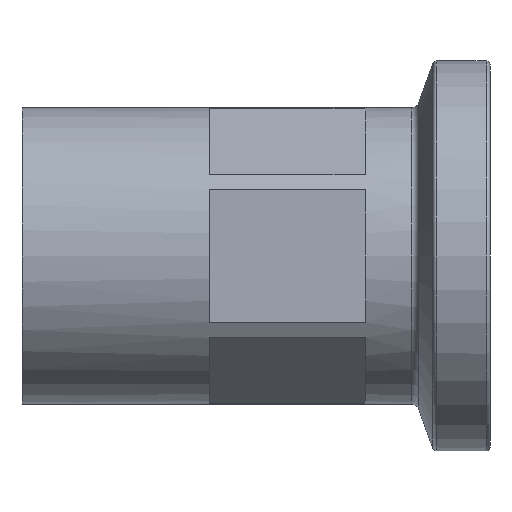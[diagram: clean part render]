
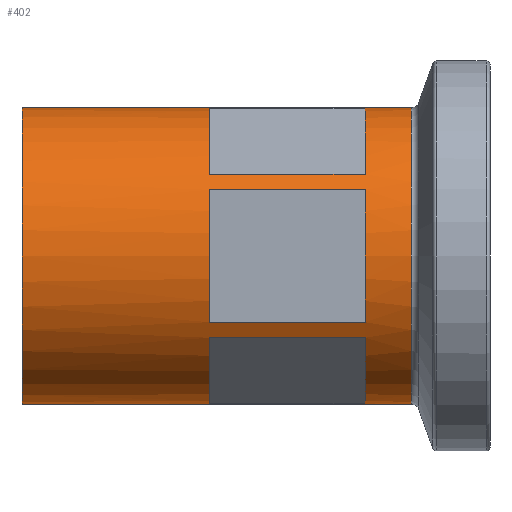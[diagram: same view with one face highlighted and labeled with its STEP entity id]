
A CAD part, left-side view. The second image highlights one B-rep face of the part: STEP entity #402.
In plain terms, the highlighted cylindrical face has radius 9.5 mm (diameter 19 mm), a partial arc.
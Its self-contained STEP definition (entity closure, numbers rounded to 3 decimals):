
#3 = EDGE_LOOP ( 'NONE', ( #1008, #406, #923, #724 ) ) ;
#16 = VERTEX_POINT ( 'NONE', #256 ) ;
#18 = AXIS2_PLACEMENT_3D ( 'NONE', #543, #918, #568 ) ;
#20 = CARTESIAN_POINT ( 'NONE',  ( 0., 5.042, 9.5 ) ) ;
#41 = DIRECTION ( 'NONE',  ( 0., -1., 0. ) ) ;
#53 = VERTEX_POINT ( 'NONE', #404 ) ;
#64 = EDGE_CURVE ( 'NONE', #53, #829, #399, .T. ) ;
#67 = ORIENTED_EDGE ( 'NONE', *, *, #744, .F. ) ;
#79 = DIRECTION ( 'NONE',  ( 0., 0., -1. ) ) ;
#81 = DIRECTION ( 'NONE',  ( 0., -1., 0. ) ) ;
#85 = CARTESIAN_POINT ( 'NONE',  ( -8.5, 8., -4.243 ) ) ;
#90 = DIRECTION ( 'NONE',  ( 0., 0., 1. ) ) ;
#97 = AXIS2_PLACEMENT_3D ( 'NONE', #1235, #384, #945 ) ;
#109 = CARTESIAN_POINT ( 'NONE',  ( -8.5, 18., 4.243 ) ) ;
#113 = CIRCLE ( 'NONE', #372, 9.5 ) ;
#117 = EDGE_LOOP ( 'NONE', ( #546, #815, #365, #1032 ) ) ;
#123 = VERTEX_POINT ( 'NONE', #109 ) ;
#129 = EDGE_CURVE ( 'NONE', #772, #716, #689, .T. ) ;
#150 = CARTESIAN_POINT ( 'NONE',  ( 0., 8., 0. ) ) ;
#173 = CIRCLE ( 'NONE', #394, 9.5 ) ;
#177 = AXIS2_PLACEMENT_3D ( 'NONE', #491, #695, #781 ) ;
#185 = CYLINDRICAL_SURFACE ( 'NONE', #177, 9.5 ) ;
#190 = ORIENTED_EDGE ( 'NONE', *, *, #1180, .T. ) ;
#192 = LINE ( 'NONE', #1155, #441 ) ;
#200 = CARTESIAN_POINT ( 'NONE',  ( 0., 18., 0. ) ) ;
#205 = VECTOR ( 'NONE', #833, 1000. ) ;
#230 = EDGE_CURVE ( 'NONE', #829, #389, #520, .T. ) ;
#232 = VERTEX_POINT ( 'NONE', #248 ) ;
#233 = EDGE_CURVE ( 'NONE', #986, #452, #1225, .T. ) ;
#248 = CARTESIAN_POINT ( 'NONE',  ( -7.924, 8., 5.24 ) ) ;
#256 = CARTESIAN_POINT ( 'NONE',  ( -8.5, 8., 4.243 ) ) ;
#257 = CARTESIAN_POINT ( 'NONE',  ( 0., 0., 9.5 ) ) ;
#259 = CARTESIAN_POINT ( 'NONE',  ( -0.576, 0., 9.483 ) ) ;
#264 = CIRCLE ( 'NONE', #1007, 9.5 ) ;
#270 = DIRECTION ( 'NONE',  ( 0., 1., 0. ) ) ;
#274 = EDGE_CURVE ( 'NONE', #16, #123, #454, .T. ) ;
#279 = EDGE_LOOP ( 'NONE', ( #915, #1002, #1201, #294 ) ) ;
#280 = CARTESIAN_POINT ( 'NONE',  ( -7.924, 0., 5.24 ) ) ;
#294 = ORIENTED_EDGE ( 'NONE', *, *, #233, .F. ) ;
#296 = CARTESIAN_POINT ( 'NONE',  ( -7.924, 18., -5.24 ) ) ;
#301 = CARTESIAN_POINT ( 'NONE',  ( 0., 30., 9.5 ) ) ;
#303 = CARTESIAN_POINT ( 'NONE',  ( -0.576, 8., 9.483 ) ) ;
#306 = CIRCLE ( 'NONE', #626, 9.5 ) ;
#307 = FACE_BOUND ( 'NONE', #3, .T. ) ;
#330 = CARTESIAN_POINT ( 'NONE',  ( 0., 30., 0. ) ) ;
#343 = VERTEX_POINT ( 'NONE', #296 ) ;
#365 = ORIENTED_EDGE ( 'NONE', *, *, #274, .F. ) ;
#369 = EDGE_CURVE ( 'NONE', #452, #717, #1030, .T. ) ;
#372 = AXIS2_PLACEMENT_3D ( 'NONE', #150, #840, #79 ) ;
#382 = EDGE_CURVE ( 'NONE', #389, #343, #192, .T. ) ;
#383 = LINE ( 'NONE', #280, #594 ) ;
#384 = DIRECTION ( 'NONE',  ( 0., -1., 0. ) ) ;
#389 = VERTEX_POINT ( 'NONE', #768 ) ;
#394 = AXIS2_PLACEMENT_3D ( 'NONE', #999, #897, #623 ) ;
#399 = LINE ( 'NONE', #884, #650 ) ;
#402 = ADVANCED_FACE ( 'NONE', ( #1160, #1150, #1060, #307 ), #185, .T. ) ;
#404 = CARTESIAN_POINT ( 'NONE',  ( -0.576, 18., -9.483 ) ) ;
#406 = ORIENTED_EDGE ( 'NONE', *, *, #382, .F. ) ;
#441 = VECTOR ( 'NONE', #1249, 1000. ) ;
#443 = EDGE_CURVE ( 'NONE', #232, #986, #516, .T. ) ;
#452 = VERTEX_POINT ( 'NONE', #1065 ) ;
#454 = LINE ( 'NONE', #1216, #205 ) ;
#461 = VERTEX_POINT ( 'NONE', #301 ) ;
#481 = CARTESIAN_POINT ( 'NONE',  ( -0.576, 8., -9.483 ) ) ;
#487 = VECTOR ( 'NONE', #511, 1000. ) ;
#491 = CARTESIAN_POINT ( 'NONE',  ( 0., 0., 0. ) ) ;
#503 = DIRECTION ( 'NONE',  ( 0., 0., -1. ) ) ;
#511 = DIRECTION ( 'NONE',  ( 0., -1., 0. ) ) ;
#515 = VECTOR ( 'NONE', #662, 1000. ) ;
#516 = CIRCLE ( 'NONE', #573, 9.5 ) ;
#520 = CIRCLE ( 'NONE', #18, 9.5 ) ;
#543 = CARTESIAN_POINT ( 'NONE',  ( 0., 8., 0. ) ) ;
#546 = ORIENTED_EDGE ( 'NONE', *, *, #1163, .F. ) ;
#548 = DIRECTION ( 'NONE',  ( 0., 1., 0. ) ) ;
#550 = DIRECTION ( 'NONE',  ( 0., -1., 0. ) ) ;
#553 = CARTESIAN_POINT ( 'NONE',  ( -7.924, 18., 5.24 ) ) ;
#565 = CARTESIAN_POINT ( 'NONE',  ( 0., 30., -9.5 ) ) ;
#568 = DIRECTION ( 'NONE',  ( 0., 0., -1. ) ) ;
#573 = AXIS2_PLACEMENT_3D ( 'NONE', #1069, #982, #503 ) ;
#594 = VECTOR ( 'NONE', #81, 1000. ) ;
#595 = CIRCLE ( 'NONE', #97, 9.5 ) ;
#602 = DIRECTION ( 'NONE',  ( 0., -1., 0. ) ) ;
#623 = DIRECTION ( 'NONE',  ( 0., 0., 1. ) ) ;
#625 = ORIENTED_EDGE ( 'NONE', *, *, #129, .T. ) ;
#626 = AXIS2_PLACEMENT_3D ( 'NONE', #1217, #270, #746 ) ;
#650 = VECTOR ( 'NONE', #784, 1000. ) ;
#660 = EDGE_LOOP ( 'NONE', ( #67, #763, #625, #190 ) ) ;
#662 = DIRECTION ( 'NONE',  ( 0., -1., 0. ) ) ;
#676 = VECTOR ( 'NONE', #548, 1000. ) ;
#689 = LINE ( 'NONE', #790, #487 ) ;
#695 = DIRECTION ( 'NONE',  ( 0., -1., 0. ) ) ;
#705 = EDGE_CURVE ( 'NONE', #123, #936, #595, .T. ) ;
#716 = VERTEX_POINT ( 'NONE', #937 ) ;
#717 = VERTEX_POINT ( 'NONE', #553 ) ;
#724 = ORIENTED_EDGE ( 'NONE', *, *, #64, .F. ) ;
#744 = EDGE_CURVE ( 'NONE', #461, #1006, #1046, .T. ) ;
#746 = DIRECTION ( 'NONE',  ( 0., 0., 1. ) ) ;
#763 = ORIENTED_EDGE ( 'NONE', *, *, #1022, .T. ) ;
#768 = CARTESIAN_POINT ( 'NONE',  ( -7.924, 8., -5.24 ) ) ;
#772 = VERTEX_POINT ( 'NONE', #565 ) ;
#781 = DIRECTION ( 'NONE',  ( 0., 0., -1. ) ) ;
#784 = DIRECTION ( 'NONE',  ( 0., -1., 0. ) ) ;
#790 = CARTESIAN_POINT ( 'NONE',  ( 0., 0., -9.5 ) ) ;
#792 = CARTESIAN_POINT ( 'NONE',  ( -8.5, 18., -4.243 ) ) ;
#815 = ORIENTED_EDGE ( 'NONE', *, *, #705, .F. ) ;
#829 = VERTEX_POINT ( 'NONE', #481 ) ;
#833 = DIRECTION ( 'NONE',  ( 0., 1., 0. ) ) ;
#837 = EDGE_CURVE ( 'NONE', #717, #232, #383, .T. ) ;
#840 = DIRECTION ( 'NONE',  ( 0., 1., 0. ) ) ;
#884 = CARTESIAN_POINT ( 'NONE',  ( -0.576, 0., -9.483 ) ) ;
#897 = DIRECTION ( 'NONE',  ( 0., -1., 0. ) ) ;
#915 = ORIENTED_EDGE ( 'NONE', *, *, #443, .F. ) ;
#918 = DIRECTION ( 'NONE',  ( 0., 1., 0. ) ) ;
#923 = ORIENTED_EDGE ( 'NONE', *, *, #230, .F. ) ;
#936 = VERTEX_POINT ( 'NONE', #792 ) ;
#937 = CARTESIAN_POINT ( 'NONE',  ( 0., 5.042, -9.5 ) ) ;
#945 = DIRECTION ( 'NONE',  ( -1., 0., 0. ) ) ;
#982 = DIRECTION ( 'NONE',  ( 0., 1., 0. ) ) ;
#986 = VERTEX_POINT ( 'NONE', #303 ) ;
#999 = CARTESIAN_POINT ( 'NONE',  ( 0., 18., 0. ) ) ;
#1002 = ORIENTED_EDGE ( 'NONE', *, *, #837, .F. ) ;
#1006 = VERTEX_POINT ( 'NONE', #20 ) ;
#1007 = AXIS2_PLACEMENT_3D ( 'NONE', #330, #41, #1186 ) ;
#1008 = ORIENTED_EDGE ( 'NONE', *, *, #1068, .F. ) ;
#1022 = EDGE_CURVE ( 'NONE', #461, #772, #264, .T. ) ;
#1023 = CARTESIAN_POINT ( 'NONE',  ( -8.5, 0., -4.243 ) ) ;
#1030 = CIRCLE ( 'NONE', #1096, 9.5 ) ;
#1032 = ORIENTED_EDGE ( 'NONE', *, *, #1144, .F. ) ;
#1046 = LINE ( 'NONE', #257, #515 ) ;
#1060 = FACE_BOUND ( 'NONE', #279, .T. ) ;
#1065 = CARTESIAN_POINT ( 'NONE',  ( -0.576, 18., 9.483 ) ) ;
#1068 = EDGE_CURVE ( 'NONE', #343, #53, #173, .T. ) ;
#1069 = CARTESIAN_POINT ( 'NONE',  ( 0., 8., 0. ) ) ;
#1096 = AXIS2_PLACEMENT_3D ( 'NONE', #200, #602, #90 ) ;
#1144 = EDGE_CURVE ( 'NONE', #1246, #16, #113, .T. ) ;
#1150 = FACE_BOUND ( 'NONE', #117, .T. ) ;
#1155 = CARTESIAN_POINT ( 'NONE',  ( -7.924, 0., -5.24 ) ) ;
#1160 = FACE_OUTER_BOUND ( 'NONE', #660, .T. ) ;
#1163 = EDGE_CURVE ( 'NONE', #936, #1246, #1209, .T. ) ;
#1180 = EDGE_CURVE ( 'NONE', #716, #1006, #306, .T. ) ;
#1186 = DIRECTION ( 'NONE',  ( 0., 0., -1. ) ) ;
#1201 = ORIENTED_EDGE ( 'NONE', *, *, #369, .F. ) ;
#1209 = LINE ( 'NONE', #1023, #1226 ) ;
#1216 = CARTESIAN_POINT ( 'NONE',  ( -8.5, 0., 4.243 ) ) ;
#1217 = CARTESIAN_POINT ( 'NONE',  ( 0., 5.042, 0. ) ) ;
#1225 = LINE ( 'NONE', #259, #676 ) ;
#1226 = VECTOR ( 'NONE', #550, 1000. ) ;
#1235 = CARTESIAN_POINT ( 'NONE',  ( 0., 18., 0. ) ) ;
#1246 = VERTEX_POINT ( 'NONE', #85 ) ;
#1249 = DIRECTION ( 'NONE',  ( 0., 1., 0. ) ) ;
